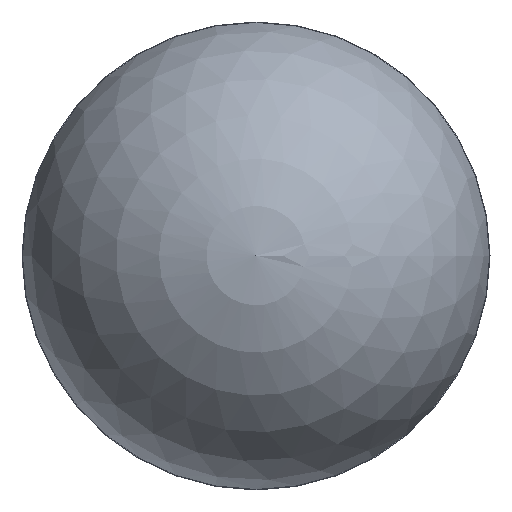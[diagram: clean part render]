
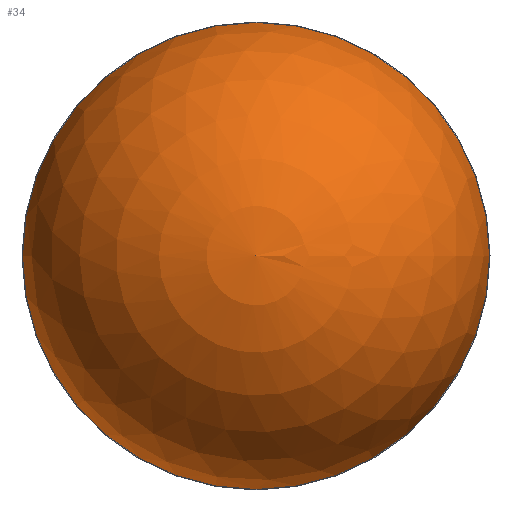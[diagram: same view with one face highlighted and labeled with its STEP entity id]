
A CAD part, top view. The second image highlights one B-rep face of the part: STEP entity #34.
In plain terms, the highlighted spherical face has radius 30 mm.
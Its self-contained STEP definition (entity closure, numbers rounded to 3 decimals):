
#34 = ADVANCED_FACE( '', ( #69 ), #70, .T. );
#69 = FACE_OUTER_BOUND( '', #107, .T. );
#70 = SPHERICAL_SURFACE( '', #108, 30. );
#107 = EDGE_LOOP( '', ( #141 ) );
#108 = AXIS2_PLACEMENT_3D( '', #142, #143, #144 );
#141 = ORIENTED_EDGE( '', *, *, #185, .F. );
#142 = CARTESIAN_POINT( '', ( 0., 0., 28. ) );
#143 = DIRECTION( '', ( 0., 0., 1. ) );
#144 = DIRECTION( '', ( 1., 0., 0. ) );
#185 = EDGE_CURVE( '', #203, #203, #204, .F. );
#203 = VERTEX_POINT( '', #225 );
#204 = CIRCLE( '', #226, 29.919 );
#225 = CARTESIAN_POINT( '', ( 29.919, 0., 30.205 ) );
#226 = AXIS2_PLACEMENT_3D( '', #247, #248, #249 );
#247 = CARTESIAN_POINT( '', ( 0., 0., 30.205 ) );
#248 = DIRECTION( '', ( 0., 0., 1. ) );
#249 = DIRECTION( '', ( 1., 0., 0. ) );
